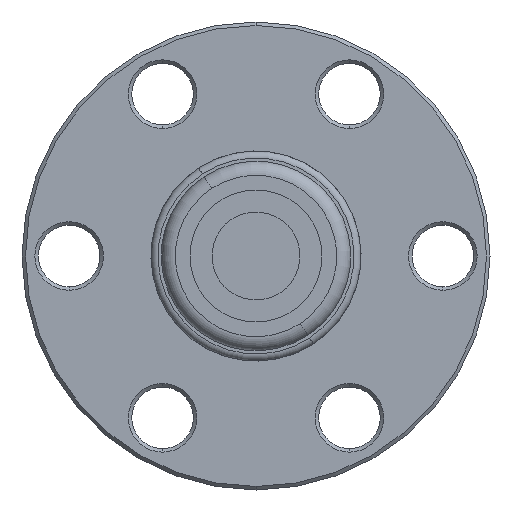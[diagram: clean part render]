
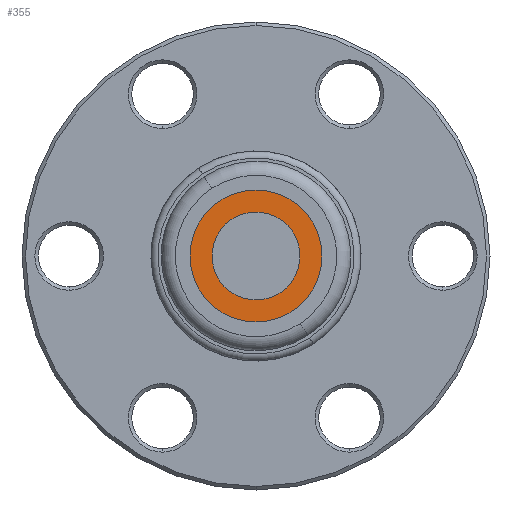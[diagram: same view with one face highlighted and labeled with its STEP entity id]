
A CAD part, front view. The second image highlights one B-rep face of the part: STEP entity #355.
In plain terms, the highlighted planar face has unit normal (0, -1, 0).
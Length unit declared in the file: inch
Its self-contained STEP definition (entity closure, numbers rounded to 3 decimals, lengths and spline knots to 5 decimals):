
#64 = CARTESIAN_POINT ( 'NONE',  ( 0., -1.93968, -0.1875 ) ) ;
#136 = EDGE_CURVE ( 'NONE', #1395, #158, #799, .T. ) ;
#158 = VERTEX_POINT ( 'NONE', #64 ) ;
#245 = FACE_BOUND ( 'NONE', #929, .T. ) ;
#246 = VERTEX_POINT ( 'NONE', #2531 ) ;
#317 = CIRCLE ( 'NONE', #1902, 0.125 ) ;
#355 = ADVANCED_FACE ( 'NONE', ( #245, #1590 ), #1029, .T. ) ;
#424 = ORIENTED_EDGE ( 'NONE', *, *, #1094, .F. ) ;
#556 = DIRECTION ( 'NONE',  ( 0., 1., 0. ) ) ;
#723 = AXIS2_PLACEMENT_3D ( 'NONE', #1977, #1426, #1994 ) ;
#774 = DIRECTION ( 'NONE',  ( 0., 1., 0. ) ) ;
#799 = CIRCLE ( 'NONE', #723, 0.1875 ) ;
#817 = CARTESIAN_POINT ( 'NONE',  ( 0.1875, -1.93968, 0. ) ) ;
#834 = DIRECTION ( 'NONE',  ( 0., 0., 1. ) ) ;
#929 = EDGE_LOOP ( 'NONE', ( #2513, #2486 ) ) ;
#959 = CIRCLE ( 'NONE', #2411, 0.125 ) ;
#1029 = PLANE ( 'NONE',  #1603 ) ;
#1094 = EDGE_CURVE ( 'NONE', #158, #1395, #2237, .T. ) ;
#1115 = DIRECTION ( 'NONE',  ( 0., 0., -1. ) ) ;
#1263 = VERTEX_POINT ( 'NONE', #2466 ) ;
#1395 = VERTEX_POINT ( 'NONE', #1914 ) ;
#1426 = DIRECTION ( 'NONE',  ( 0., 1., 0. ) ) ;
#1505 = CARTESIAN_POINT ( 'NONE',  ( 0., -1.93968, 0. ) ) ;
#1512 = EDGE_LOOP ( 'NONE', ( #424, #1840 ) ) ;
#1560 = DIRECTION ( 'NONE',  ( 0., 0., -1. ) ) ;
#1581 = DIRECTION ( 'NONE',  ( 0., -1., 0. ) ) ;
#1590 = FACE_OUTER_BOUND ( 'NONE', #1512, .T. ) ;
#1603 = AXIS2_PLACEMENT_3D ( 'NONE', #817, #1581, #834 ) ;
#1612 = AXIS2_PLACEMENT_3D ( 'NONE', #1983, #774, #1560 ) ;
#1835 = CARTESIAN_POINT ( 'NONE',  ( 0., -1.93968, 0. ) ) ;
#1840 = ORIENTED_EDGE ( 'NONE', *, *, #136, .F. ) ;
#1902 = AXIS2_PLACEMENT_3D ( 'NONE', #1835, #2224, #1115 ) ;
#1914 = CARTESIAN_POINT ( 'NONE',  ( 0., -1.93968, 0.1875 ) ) ;
#1977 = CARTESIAN_POINT ( 'NONE',  ( 0., -1.93968, 0. ) ) ;
#1983 = CARTESIAN_POINT ( 'NONE',  ( 0., -1.93968, 0. ) ) ;
#1994 = DIRECTION ( 'NONE',  ( 0., 0., -1. ) ) ;
#2084 = EDGE_CURVE ( 'NONE', #246, #1263, #959, .T. ) ;
#2224 = DIRECTION ( 'NONE',  ( 0., 1., 0. ) ) ;
#2237 = CIRCLE ( 'NONE', #1612, 0.1875 ) ;
#2295 = DIRECTION ( 'NONE',  ( 0., 0., -1. ) ) ;
#2330 = EDGE_CURVE ( 'NONE', #1263, #246, #317, .T. ) ;
#2411 = AXIS2_PLACEMENT_3D ( 'NONE', #1505, #556, #2295 ) ;
#2466 = CARTESIAN_POINT ( 'NONE',  ( -0.10465, -1.93968, -0.06837 ) ) ;
#2486 = ORIENTED_EDGE ( 'NONE', *, *, #2084, .T. ) ;
#2513 = ORIENTED_EDGE ( 'NONE', *, *, #2330, .T. ) ;
#2531 = CARTESIAN_POINT ( 'NONE',  ( 0.10465, -1.93968, 0.06837 ) ) ;
